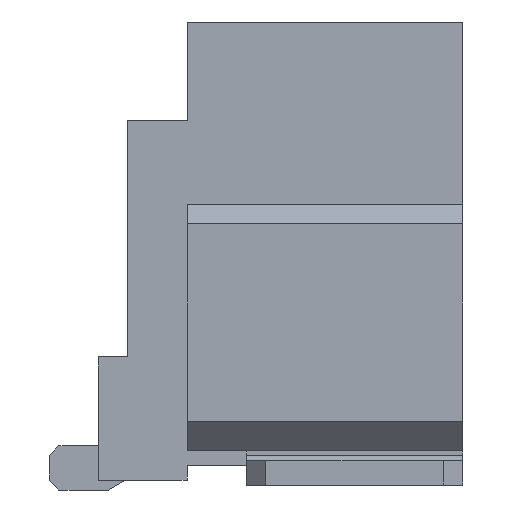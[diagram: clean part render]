
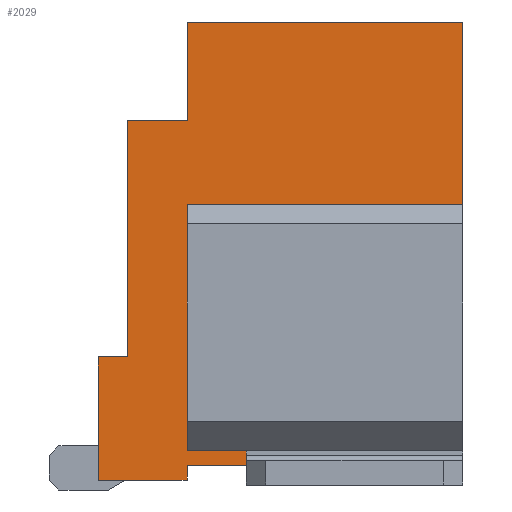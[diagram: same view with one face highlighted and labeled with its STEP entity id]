
A CAD part, left-side view. The second image highlights one B-rep face of the part: STEP entity #2029.
In plain terms, the highlighted planar face has unit normal (-1, 0, 0).
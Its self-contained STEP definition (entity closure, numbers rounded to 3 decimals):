
#248 = VERTEX_POINT('',#249);
#249 = CARTESIAN_POINT('',(-4.625,1.15,1.35));
#255 = EDGE_CURVE('',#256,#248,#258,.T.);
#256 = VERTEX_POINT('',#257);
#257 = CARTESIAN_POINT('',(-4.625,1.15,0.1));
#258 = LINE('',#259,#260);
#259 = CARTESIAN_POINT('',(-4.625,1.15,0.1));
#260 = VECTOR('',#261,1.);
#261 = DIRECTION('',(0.,0.,1.));
#1041 = VERTEX_POINT('',#1042);
#1042 = CARTESIAN_POINT('',(-4.625,-2.55,0.1));
#1048 = EDGE_CURVE('',#1041,#1049,#1051,.T.);
#1049 = VERTEX_POINT('',#1050);
#1050 = CARTESIAN_POINT('',(-4.625,-2.55,0.4));
#1051 = LINE('',#1052,#1053);
#1052 = CARTESIAN_POINT('',(-4.625,-2.55,0.1));
#1053 = VECTOR('',#1054,1.);
#1054 = DIRECTION('',(0.,0.,1.));
#1129 = VERTEX_POINT('',#1130);
#1130 = CARTESIAN_POINT('',(-4.625,-2.55,2.9));
#1136 = EDGE_CURVE('',#1129,#1137,#1139,.T.);
#1137 = VERTEX_POINT('',#1138);
#1138 = CARTESIAN_POINT('',(-4.625,-2.55,4.75));
#1139 = LINE('',#1140,#1141);
#1140 = CARTESIAN_POINT('',(-4.625,-2.55,2.9));
#1141 = VECTOR('',#1142,1.);
#1142 = DIRECTION('',(0.,0.,1.));
#1920 = EDGE_CURVE('',#1921,#1137,#1923,.T.);
#1921 = VERTEX_POINT('',#1922);
#1922 = CARTESIAN_POINT('',(-4.625,0.25,4.75));
#1923 = LINE('',#1924,#1925);
#1924 = CARTESIAN_POINT('',(-4.625,0.25,4.75));
#1925 = VECTOR('',#1926,1.);
#1926 = DIRECTION('',(0.,-1.,0.));
#2029 = ADVANCED_FACE('',(#2030),#2126,.T.);
#2030 = FACE_BOUND('',#2031,.F.);
#2031 = EDGE_LOOP('',(#2032,#2040,#2041,#2042,#2050,#2058,#2064,#2065,
    #2073,#2081,#2089,#2097,#2103,#2104,#2112,#2120));
#2032 = ORIENTED_EDGE('',*,*,#2033,.F.);
#2033 = EDGE_CURVE('',#1921,#2034,#2036,.T.);
#2034 = VERTEX_POINT('',#2035);
#2035 = CARTESIAN_POINT('',(-4.625,0.25,3.75));
#2036 = LINE('',#2037,#2038);
#2037 = CARTESIAN_POINT('',(-4.625,0.25,4.75));
#2038 = VECTOR('',#2039,1.);
#2039 = DIRECTION('',(0.,0.,-1.));
#2040 = ORIENTED_EDGE('',*,*,#1920,.T.);
#2041 = ORIENTED_EDGE('',*,*,#1136,.F.);
#2042 = ORIENTED_EDGE('',*,*,#2043,.T.);
#2043 = EDGE_CURVE('',#1129,#2044,#2046,.T.);
#2044 = VERTEX_POINT('',#2045);
#2045 = CARTESIAN_POINT('',(-4.625,0.25,2.9));
#2046 = LINE('',#2047,#2048);
#2047 = CARTESIAN_POINT('',(-4.625,-2.55,2.9));
#2048 = VECTOR('',#2049,1.);
#2049 = DIRECTION('',(0.,1.,0.));
#2050 = ORIENTED_EDGE('',*,*,#2051,.T.);
#2051 = EDGE_CURVE('',#2044,#2052,#2054,.T.);
#2052 = VERTEX_POINT('',#2053);
#2053 = CARTESIAN_POINT('',(-4.625,0.25,0.4));
#2054 = LINE('',#2055,#2056);
#2055 = CARTESIAN_POINT('',(-4.625,0.25,2.9));
#2056 = VECTOR('',#2057,1.);
#2057 = DIRECTION('',(0.,0.,-1.));
#2058 = ORIENTED_EDGE('',*,*,#2059,.F.);
#2059 = EDGE_CURVE('',#1049,#2052,#2060,.T.);
#2060 = LINE('',#2061,#2062);
#2061 = CARTESIAN_POINT('',(-4.625,-2.55,0.4));
#2062 = VECTOR('',#2063,1.);
#2063 = DIRECTION('',(0.,1.,0.));
#2064 = ORIENTED_EDGE('',*,*,#1048,.F.);
#2065 = ORIENTED_EDGE('',*,*,#2066,.F.);
#2066 = EDGE_CURVE('',#2067,#1041,#2069,.T.);
#2067 = VERTEX_POINT('',#2068);
#2068 = CARTESIAN_POINT('',(-4.625,-1.85,0.1));
#2069 = LINE('',#2070,#2071);
#2070 = CARTESIAN_POINT('',(-4.625,-1.85,0.1));
#2071 = VECTOR('',#2072,1.);
#2072 = DIRECTION('',(0.,-1.,0.));
#2073 = ORIENTED_EDGE('',*,*,#2074,.T.);
#2074 = EDGE_CURVE('',#2067,#2075,#2077,.T.);
#2075 = VERTEX_POINT('',#2076);
#2076 = CARTESIAN_POINT('',(-4.625,-1.85,0.25));
#2077 = LINE('',#2078,#2079);
#2078 = CARTESIAN_POINT('',(-4.625,-1.85,0.1));
#2079 = VECTOR('',#2080,1.);
#2080 = DIRECTION('',(0.,0.,1.));
#2081 = ORIENTED_EDGE('',*,*,#2082,.T.);
#2082 = EDGE_CURVE('',#2075,#2083,#2085,.T.);
#2083 = VERTEX_POINT('',#2084);
#2084 = CARTESIAN_POINT('',(-4.625,0.25,0.25));
#2085 = LINE('',#2086,#2087);
#2086 = CARTESIAN_POINT('',(-4.625,-1.85,0.25));
#2087 = VECTOR('',#2088,1.);
#2088 = DIRECTION('',(0.,1.,0.));
#2089 = ORIENTED_EDGE('',*,*,#2090,.F.);
#2090 = EDGE_CURVE('',#2091,#2083,#2093,.T.);
#2091 = VERTEX_POINT('',#2092);
#2092 = CARTESIAN_POINT('',(-4.625,0.25,0.1));
#2093 = LINE('',#2094,#2095);
#2094 = CARTESIAN_POINT('',(-4.625,0.25,0.1));
#2095 = VECTOR('',#2096,1.);
#2096 = DIRECTION('',(0.,0.,1.));
#2097 = ORIENTED_EDGE('',*,*,#2098,.F.);
#2098 = EDGE_CURVE('',#256,#2091,#2099,.T.);
#2099 = LINE('',#2100,#2101);
#2100 = CARTESIAN_POINT('',(-4.625,1.15,0.1));
#2101 = VECTOR('',#2102,1.);
#2102 = DIRECTION('',(0.,-1.,0.));
#2103 = ORIENTED_EDGE('',*,*,#255,.T.);
#2104 = ORIENTED_EDGE('',*,*,#2105,.T.);
#2105 = EDGE_CURVE('',#248,#2106,#2108,.T.);
#2106 = VERTEX_POINT('',#2107);
#2107 = CARTESIAN_POINT('',(-4.625,0.85,1.35));
#2108 = LINE('',#2109,#2110);
#2109 = CARTESIAN_POINT('',(-4.625,1.15,1.35));
#2110 = VECTOR('',#2111,1.);
#2111 = DIRECTION('',(0.,-1.,0.));
#2112 = ORIENTED_EDGE('',*,*,#2113,.F.);
#2113 = EDGE_CURVE('',#2114,#2106,#2116,.T.);
#2114 = VERTEX_POINT('',#2115);
#2115 = CARTESIAN_POINT('',(-4.625,0.85,3.75));
#2116 = LINE('',#2117,#2118);
#2117 = CARTESIAN_POINT('',(-4.625,0.85,3.75));
#2118 = VECTOR('',#2119,1.);
#2119 = DIRECTION('',(0.,0.,-1.));
#2120 = ORIENTED_EDGE('',*,*,#2121,.F.);
#2121 = EDGE_CURVE('',#2034,#2114,#2122,.T.);
#2122 = LINE('',#2123,#2124);
#2123 = CARTESIAN_POINT('',(-4.625,0.25,3.75));
#2124 = VECTOR('',#2125,1.);
#2125 = DIRECTION('',(0.,1.,0.));
#2126 = PLANE('',#2127);
#2127 = AXIS2_PLACEMENT_3D('',#2128,#2129,#2130);
#2128 = CARTESIAN_POINT('',(-4.625,1.15,0.1));
#2129 = DIRECTION('',(-1.,0.,0.));
#2130 = DIRECTION('',(0.,-1.,0.));
